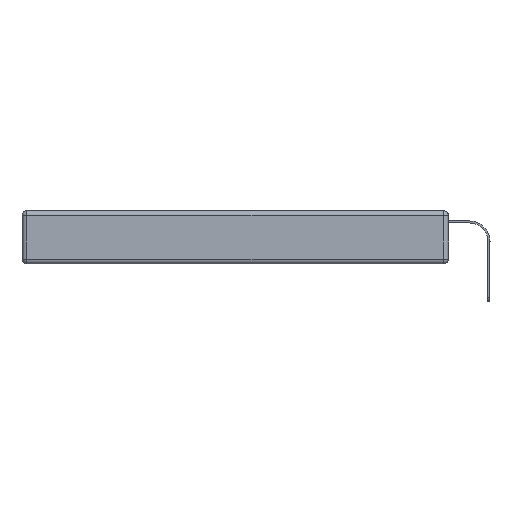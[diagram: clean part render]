
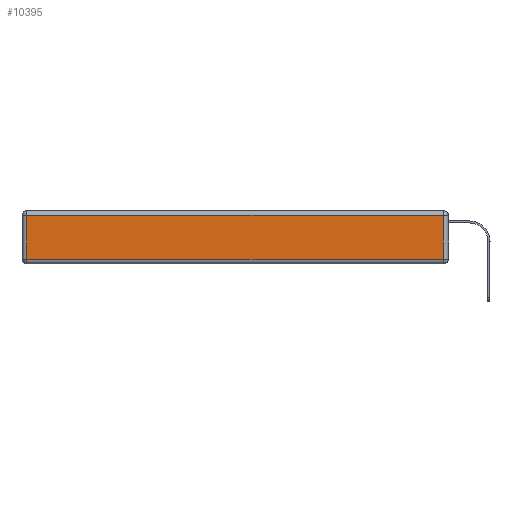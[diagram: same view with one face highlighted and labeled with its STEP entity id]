
A CAD part, left-side view. The second image highlights one B-rep face of the part: STEP entity #10395.
In plain terms, the highlighted planar face has unit normal (-1, 0, 0).
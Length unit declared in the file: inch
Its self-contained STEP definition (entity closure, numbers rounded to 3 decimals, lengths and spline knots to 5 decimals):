
#1526 = DIRECTION ( 'NONE',  ( 0., 0., 1. ) ) ;
#2432 = DIRECTION ( 'NONE',  ( 0., 0., 1. ) ) ;
#3006 = ORIENTED_EDGE ( 'NONE', *, *, #5460, .T. ) ;
#3448 = DIRECTION ( 'NONE',  ( 0., -1., 0. ) ) ;
#3591 = LINE ( 'NONE', #7673, #4469 ) ;
#4469 = VECTOR ( 'NONE', #11760, 39.37008 ) ;
#4516 = LINE ( 'NONE', #8454, #8205 ) ;
#4565 = CARTESIAN_POINT ( 'NONE',  ( 0., 0., -0.313 ) ) ;
#5109 = CARTESIAN_POINT ( 'NONE',  ( 0., 2.72, -0.343 ) ) ;
#5460 = EDGE_CURVE ( 'NONE', #12869, #11412, #5500, .T. ) ;
#5500 = LINE ( 'NONE', #4565, #8483 ) ;
#5528 = CARTESIAN_POINT ( 'NONE',  ( 0., 0.03, -0.313 ) ) ;
#7469 = FACE_OUTER_BOUND ( 'NONE', #13069, .T. ) ;
#7599 = ORIENTED_EDGE ( 'NONE', *, *, #11626, .T. ) ;
#7673 = CARTESIAN_POINT ( 'NONE',  ( 0., 2.75, -0.03 ) ) ;
#7969 = ORIENTED_EDGE ( 'NONE', *, *, #8732, .T. ) ;
#8167 = VERTEX_POINT ( 'NONE', #12880 ) ;
#8205 = VECTOR ( 'NONE', #1526, 39.37008 ) ;
#8454 = CARTESIAN_POINT ( 'NONE',  ( 0., 0.03, -0.343 ) ) ;
#8483 = VECTOR ( 'NONE', #3448, 39.37008 ) ;
#8732 = EDGE_CURVE ( 'NONE', #8167, #12249, #3591, .T. ) ;
#9057 = LINE ( 'NONE', #5109, #10796 ) ;
#10395 = ADVANCED_FACE ( 'NONE', ( #7469 ), #12537, .T. ) ;
#10744 = CARTESIAN_POINT ( 'NONE',  ( 0., 0., -0.343 ) ) ;
#10796 = VECTOR ( 'NONE', #11166, 39.37008 ) ;
#10807 = DIRECTION ( 'NONE',  ( -1., 0., 0. ) ) ;
#11166 = DIRECTION ( 'NONE',  ( 0., 0., -1. ) ) ;
#11412 = VERTEX_POINT ( 'NONE', #5528 ) ;
#11626 = EDGE_CURVE ( 'NONE', #12249, #12869, #9057, .T. ) ;
#11760 = DIRECTION ( 'NONE',  ( 0., 1., 0. ) ) ;
#11859 = EDGE_CURVE ( 'NONE', #11412, #8167, #4516, .T. ) ;
#11895 = ORIENTED_EDGE ( 'NONE', *, *, #11859, .T. ) ;
#12249 = VERTEX_POINT ( 'NONE', #12526 ) ;
#12526 = CARTESIAN_POINT ( 'NONE',  ( 0., 2.72, -0.03 ) ) ;
#12537 = PLANE ( 'NONE',  #12882 ) ;
#12764 = CARTESIAN_POINT ( 'NONE',  ( 0., 2.72, -0.313 ) ) ;
#12869 = VERTEX_POINT ( 'NONE', #12764 ) ;
#12880 = CARTESIAN_POINT ( 'NONE',  ( 0., 0.03, -0.03 ) ) ;
#12882 = AXIS2_PLACEMENT_3D ( 'NONE', #10744, #10807, #2432 ) ;
#13069 = EDGE_LOOP ( 'NONE', ( #3006, #11895, #7969, #7599 ) ) ;
